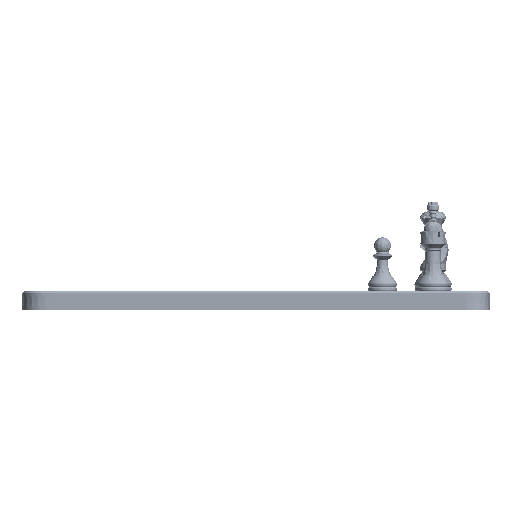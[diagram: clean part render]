
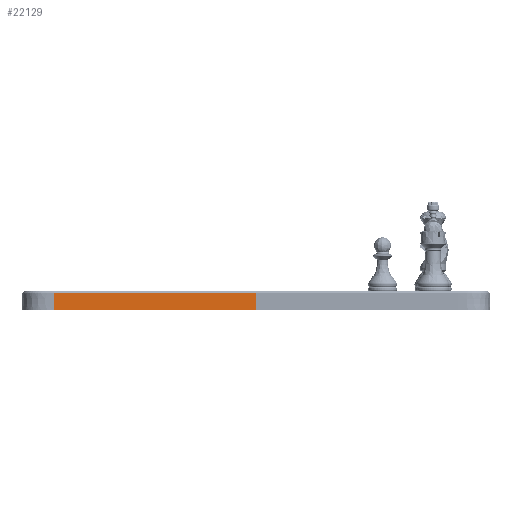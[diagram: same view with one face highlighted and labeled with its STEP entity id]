
A CAD part, left-side view. The second image highlights one B-rep face of the part: STEP entity #22129.
In plain terms, the highlighted free-form (B-spline) face has degree [1, 1] with [2, 2] control points.
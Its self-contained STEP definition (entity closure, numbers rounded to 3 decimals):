
#4577 = VERTEX_POINT('',#4578);
#4578 = CARTESIAN_POINT('',(-152.465,0.,
    -10.714));
#4583 = EDGE_CURVE('',#4584,#4577,#4586,.T.);
#4584 = VERTEX_POINT('',#4585);
#4585 = CARTESIAN_POINT('',(-152.465,131.862,
    -10.714));
#4586 = B_SPLINE_CURVE_WITH_KNOTS('',1,(#4587,#4588),.UNSPECIFIED.,.F.,
  .F.,(2,2),(-252.5,-92.5),.PIECEWISE_BEZIER_KNOTS.);
#4587 = CARTESIAN_POINT('',(-152.465,131.862,
    -10.714));
#4588 = CARTESIAN_POINT('',(-152.465,0.,
    -10.714));
#21909 = EDGE_CURVE('',#4584,#21910,#21912,.T.);
#21910 = VERTEX_POINT('',#21911);
#21911 = CARTESIAN_POINT('',(-152.465,131.862,0.));
#21912 = B_SPLINE_CURVE_WITH_KNOTS('',1,(#21913,#21914),.UNSPECIFIED.,
  .F.,.F.,(2,2),(-13.,0.),.PIECEWISE_BEZIER_KNOTS.);
#21913 = CARTESIAN_POINT('',(-152.465,131.862,
    -10.714));
#21914 = CARTESIAN_POINT('',(-152.465,131.862,0.));
#22106 = VERTEX_POINT('',#22107);
#22107 = CARTESIAN_POINT('',(-152.465,0.,0.));
#22120 = EDGE_CURVE('',#21910,#22106,#22121,.T.);
#22121 = B_SPLINE_CURVE_WITH_KNOTS('',1,(#22122,#22123),.UNSPECIFIED.,
  .F.,.F.,(2,2),(-67.5,92.5),.PIECEWISE_BEZIER_KNOTS.);
#22122 = CARTESIAN_POINT('',(-152.465,131.862,0.));
#22123 = CARTESIAN_POINT('',(-152.465,0.,0.));
#22129 = ADVANCED_FACE('',(#22130),#22140,.T.);
#22130 = FACE_BOUND('',#22131,.T.);
#22131 = EDGE_LOOP('',(#22132,#22137,#22138,#22139));
#22132 = ORIENTED_EDGE('',*,*,#22133,.T.);
#22133 = EDGE_CURVE('',#4577,#22106,#22134,.T.);
#22134 = B_SPLINE_CURVE_WITH_KNOTS('',1,(#22135,#22136),.UNSPECIFIED.,
  .F.,.F.,(2,2),(-13.,0.),.PIECEWISE_BEZIER_KNOTS.);
#22135 = CARTESIAN_POINT('',(-152.465,0.,
    -10.714));
#22136 = CARTESIAN_POINT('',(-152.465,0.,0.));
#22137 = ORIENTED_EDGE('',*,*,#22120,.F.);
#22138 = ORIENTED_EDGE('',*,*,#21909,.F.);
#22139 = ORIENTED_EDGE('',*,*,#4583,.T.);
#22140 = B_SPLINE_SURFACE_WITH_KNOTS('',1,1,(
    (#22141,#22142)
    ,(#22143,#22144
    )),.UNSPECIFIED.,.F.,.F.,.F.,(2,2),(2,2),(25.,185.),(
    -13.,0.),.PIECEWISE_BEZIER_KNOTS.);
#22141 = CARTESIAN_POINT('',(-152.465,131.862,
    -10.714));
#22142 = CARTESIAN_POINT('',(-152.465,131.862,0.));
#22143 = CARTESIAN_POINT('',(-152.465,0.,-10.714));
#22144 = CARTESIAN_POINT('',(-152.465,0.,0.));
